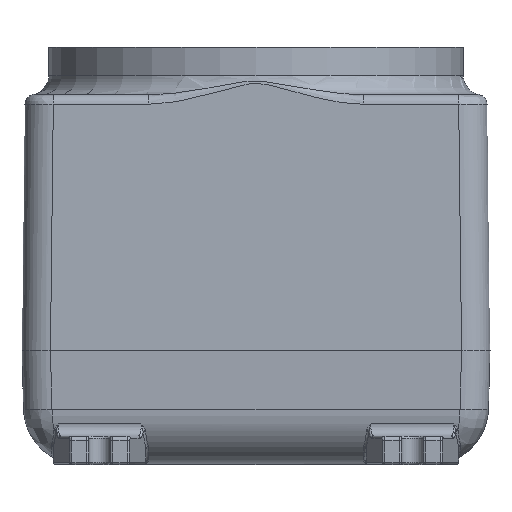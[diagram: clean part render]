
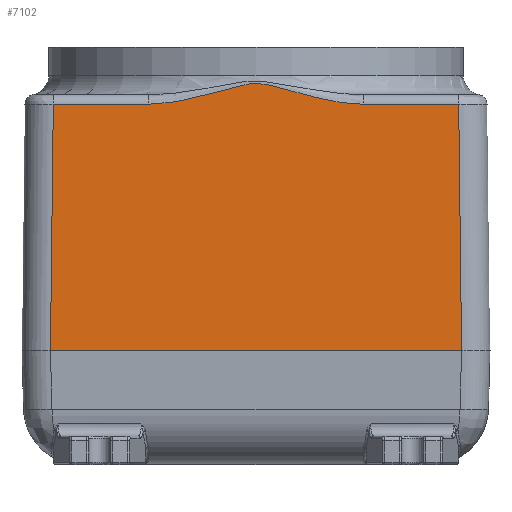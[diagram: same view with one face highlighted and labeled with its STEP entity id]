
A CAD part, front view. The second image highlights one B-rep face of the part: STEP entity #7102.
In plain terms, the highlighted planar face has unit normal (0, -1, 0.012).
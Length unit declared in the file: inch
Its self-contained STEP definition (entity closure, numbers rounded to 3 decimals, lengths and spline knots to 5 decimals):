
#267=LINE('',#13909,#710);
#275=LINE('',#13992,#718);
#280=LINE('',#14009,#723);
#281=LINE('',#14013,#724);
#282=LINE('',#14031,#725);
#710=VECTOR('',#9362,0.3937);
#718=VECTOR('',#9400,0.3937);
#723=VECTOR('',#9419,0.3937);
#724=VECTOR('',#9424,0.3937);
#725=VECTOR('',#9425,0.3937);
#1042=B_SPLINE_CURVE_WITH_KNOTS('',3,(#14014,#14015,#14016,#14017,#14018,
#14019,#14020,#14021,#14022,#14023,#14024,#14025,#14026,#14027,#14028,#14029,
#14030),.UNSPECIFIED.,.F.,.F.,(4,1,1,1,1,1,1,1,1,1,1,1,1,1,4),(-14.71865,
-13.66732,-12.61599,-10.51332,-9.46199,
-8.41066,-7.70977,-7.00888,-6.30799,
-5.60711,-4.90622,-4.20533,-2.10266,
-1.05133,0.),.UNSPECIFIED.);
#1914=FACE_OUTER_BOUND('',#2389,.T.);
#2389=EDGE_LOOP('',(#5885,#5886,#5887,#5888,#5889,#5890));
#3230=VERTEX_POINT('',#13896);
#3234=VERTEX_POINT('',#13908);
#3241=VERTEX_POINT('',#13979);
#3245=VERTEX_POINT('',#13991);
#3250=VERTEX_POINT('',#14008);
#3251=VERTEX_POINT('',#14012);
#4146=EDGE_CURVE('',#3230,#3234,#267,.T.);
#4164=EDGE_CURVE('',#3245,#3241,#275,.T.);
#4173=EDGE_CURVE('',#3241,#3250,#280,.T.);
#4175=EDGE_CURVE('',#3251,#3230,#281,.T.);
#4176=EDGE_CURVE('',#3250,#3251,#1042,.T.);
#4177=EDGE_CURVE('',#3245,#3234,#282,.F.);
#5885=ORIENTED_EDGE('',*,*,#4146,.F.);
#5886=ORIENTED_EDGE('',*,*,#4175,.F.);
#5887=ORIENTED_EDGE('',*,*,#4176,.F.);
#5888=ORIENTED_EDGE('',*,*,#4173,.F.);
#5889=ORIENTED_EDGE('',*,*,#4164,.F.);
#5890=ORIENTED_EDGE('',*,*,#4177,.T.);
#6737=PLANE('',#7850);
#7102=ADVANCED_FACE('',(#1914),#6737,.F.);
#7850=AXIS2_PLACEMENT_3D('',#14011,#9422,#9423);
#9362=DIRECTION('',(0.012,-0.012,-1.));
#9400=DIRECTION('',(0.012,0.012,1.));
#9419=DIRECTION('',(1.,0.,0.));
#9422=DIRECTION('center_axis',(0.,1.,-0.012));
#9423=DIRECTION('ref_axis',(0.,0.012,1.));
#9424=DIRECTION('',(1.,0.,0.));
#9425=DIRECTION('',(-1.,0.,0.));
#13896=CARTESIAN_POINT('',(5.34668,-5.50288,6.50291));
#13908=CARTESIAN_POINT('',(5.42236,-5.57856,0.));
#13909=CARTESIAN_POINT('',(5.4217,-5.5779,0.05618));
#13979=CARTESIAN_POINT('',(-5.34668,-5.50288,6.50291));
#13991=CARTESIAN_POINT('',(-5.42236,-5.57856,0.));
#13992=CARTESIAN_POINT('',(-5.42162,-5.57782,0.06309));
#14008=CARTESIAN_POINT('',(-2.83427,-5.50288,6.50291));
#14009=CARTESIAN_POINT('',(3.08615,-5.50288,6.50291));
#14011=CARTESIAN_POINT('Origin',(6.17231,-5.57856,0.));
#14012=CARTESIAN_POINT('',(2.83427,-5.50288,6.50291));
#14013=CARTESIAN_POINT('',(3.08615,-5.50288,6.50291));
#14014=CARTESIAN_POINT('Ctrl Pts',(-2.83427,-5.50288,
6.50291));
#14015=CARTESIAN_POINT('Ctrl Pts',(-2.6963,-5.50288,
6.50291));
#14016=CARTESIAN_POINT('Ctrl Pts',(-2.42002,-5.50268,6.51999));
#14017=CARTESIAN_POINT('Ctrl Pts',(-1.87426,-5.50171,
6.60321));
#14018=CARTESIAN_POINT('Ctrl Pts',(-1.33962,-5.50012,
6.73965));
#14019=CARTESIAN_POINT('Ctrl Pts',(-0.80997,-5.49832,
6.89429));
#14020=CARTESIAN_POINT('Ctrl Pts',(-0.45582,-5.49717,
6.99337));
#14021=CARTESIAN_POINT('Ctrl Pts',(-0.13849,-5.49648,
7.05255));
#14022=CARTESIAN_POINT('Ctrl Pts',(0.13886,-5.49648,
7.05274));
#14023=CARTESIAN_POINT('Ctrl Pts',(0.4108,-5.49707,
7.00196));
#14024=CARTESIAN_POINT('Ctrl Pts',(0.67796,-5.49788,
6.93182));
#14025=CARTESIAN_POINT('Ctrl Pts',(0.94286,-5.49877,
6.85526));
#14026=CARTESIAN_POINT('Ctrl Pts',(1.38361,-5.50025,6.72846));
#14027=CARTESIAN_POINT('Ctrl Pts',(1.87475,-5.50171,6.60306));
#14028=CARTESIAN_POINT('Ctrl Pts',(2.42001,-5.50268,6.52001));
#14029=CARTESIAN_POINT('Ctrl Pts',(2.6963,-5.50288,6.50291));
#14030=CARTESIAN_POINT('Ctrl Pts',(2.83427,-5.50288,6.50291));
#14031=CARTESIAN_POINT('',(3.04688,-5.57856,0.));
